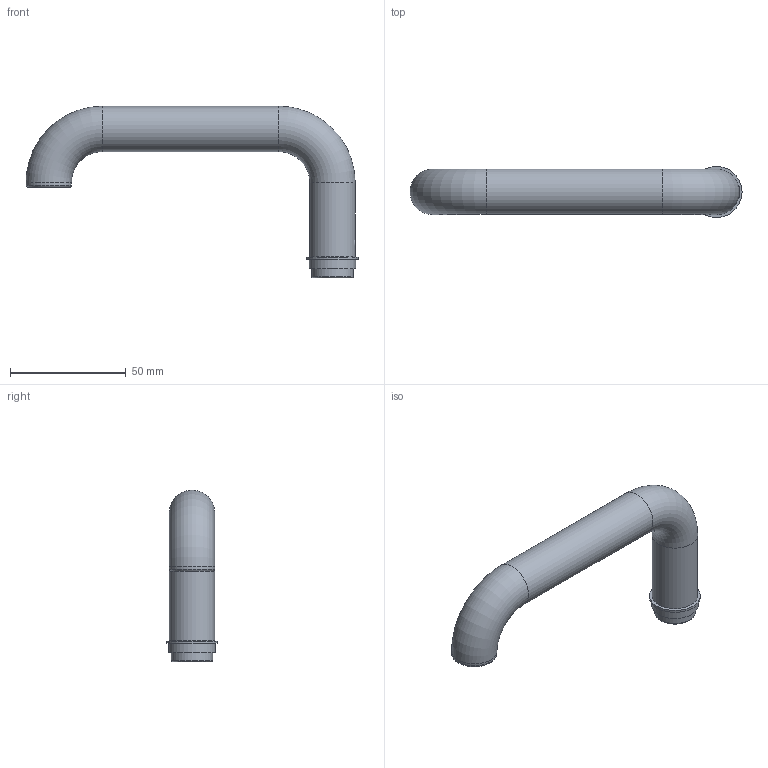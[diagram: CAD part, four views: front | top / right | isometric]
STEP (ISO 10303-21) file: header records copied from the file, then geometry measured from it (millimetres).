
FILE_DESCRIPTION (( 'STEP AP203' ), '1' );
FILE_NAME ('56631-240.STEP', '2019-10-25T06:08:15', ( '' ), ( '' ), 'SwSTEP 2.0', 'SolidWorks 2015', '' );
FILE_SCHEMA (( 'CONFIG_CONTROL_DESIGN' ));
Length unit declared in the file: millimetre
Products named in the file (8): DIN914_DIN 914 M6x6; DIN914; 56631-240 Teil2_56631-240 Teil2; 56631-240 Teil1; 56631-240; 56631-240 Teil1_56631-240; 56631-240 Teil2
Assembly tree (4 placements, depth 2):
  56631-240 Teil1
  56631-240
    DIN914
  56631-240 Teil2
  56631-240
    56631-240 Teil1_56631-240
    DIN914_DIN 914 M6x6
    56631-240 Teil2_56631-240 Teil2
Bounding box: 143.2 x 22 x 74 mm (x, y, z)
Volume: 15709.5 mm3; surface area: 25904.2 mm2
Topology: 4 solids, 4 shells, 282 faces, 733 edges, 487 vertices
Faces by surface type: plane 124, bspline 103, cylinder 43, cone 6, torus 6
Full cylindrical faces by diameter (mm): 5 x2, 6 x1, 17.7 x3, 17.8 x2, 18 x1, 19.6 x3, 20 x1, 22 x1
Entity records: 14545 total; most frequent: CARTESIAN_POINT 7675, ORIENTED_EDGE 1412, DIRECTION 963, EDGE_CURVE 706, VERTEX_POINT 481, EDGE_LOOP 339, VECTOR 333, LINE 333
